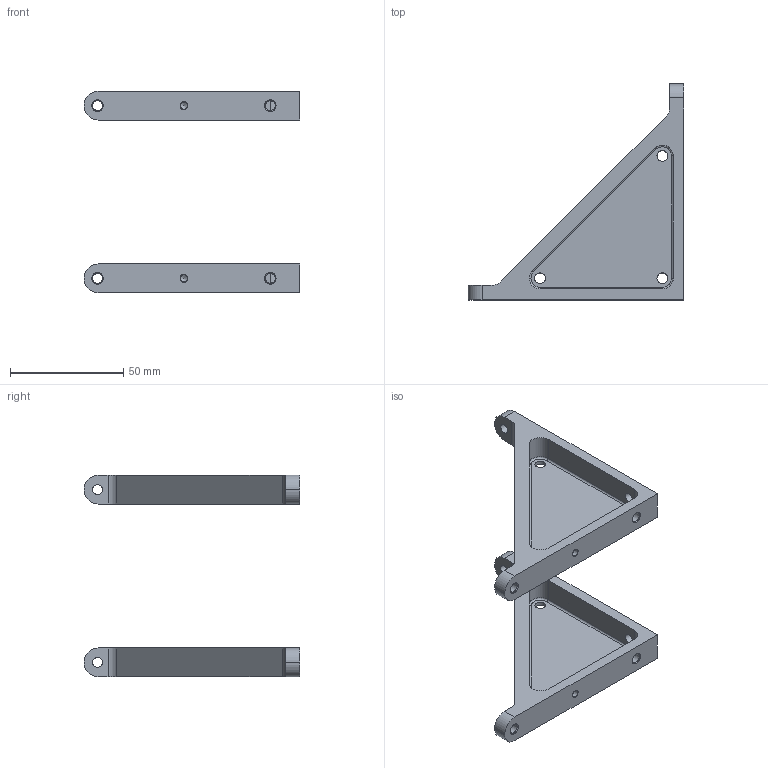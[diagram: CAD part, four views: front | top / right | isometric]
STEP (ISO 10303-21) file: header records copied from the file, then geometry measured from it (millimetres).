
FILE_DESCRIPTION (( 'STEP AP203' ), '1' );
FILE_NAME ('1213-1-06.STEP', '2020-09-16T19:46:37', ( '' ), ( '' ), 'SwSTEP 2.0', 'SolidWorks 2019', '' );
FILE_SCHEMA (( 'CONFIG_CONTROL_DESIGN' ));
Length unit declared in the file: inch
Products named in the file (1): 1213-1-06
Bounding box: 95.25 x 95.25 x 88.9 mm (x, y, z)
Volume: 48708.6 mm3; surface area: 29595.7 mm2
Topology: 2 solids, 2 shells, 90 faces, 232 edges, 148 vertices
Faces by surface type: cylinder 42, plane 26, cone 16, bspline 6
Full cylindrical faces by diameter (mm): 3.175 x4, 4.318 x8, 4.775 x6
Entity records: 2775 total; most frequent: CARTESIAN_POINT 617, DIRECTION 446, ORIENTED_EDGE 372, EDGE_CURVE 186, AXIS2_PLACEMENT_3D 181, EDGE_LOOP 154, VERTEX_POINT 136, FACE_OUTER_BOUND 108
